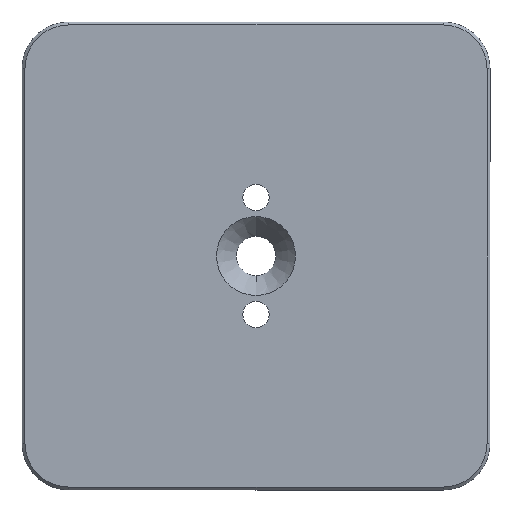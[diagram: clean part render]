
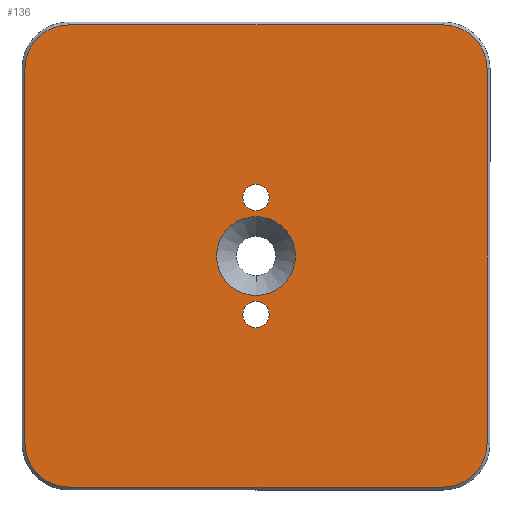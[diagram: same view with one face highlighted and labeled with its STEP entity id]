
A CAD part, front view. The second image highlights one B-rep face of the part: STEP entity #136.
In plain terms, the highlighted planar face has unit normal (0, -1, 0).
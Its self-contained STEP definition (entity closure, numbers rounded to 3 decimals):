
#2 = EDGE_CURVE ( 'NONE', #985, #955, #373, .T. ) ;
#5 = CARTESIAN_POINT ( 'NONE',  ( -32., -2., -32. ) ) ;
#17 = DIRECTION ( 'NONE',  ( 0., 1., 0. ) ) ;
#29 = CARTESIAN_POINT ( 'NONE',  ( -39.5, -2., 0. ) ) ;
#38 = FACE_BOUND ( 'NONE', #813, .T. ) ;
#39 = EDGE_CURVE ( 'NONE', #439, #970, #845, .T. ) ;
#77 = VERTEX_POINT ( 'NONE', #175 ) ;
#78 = VERTEX_POINT ( 'NONE', #324 ) ;
#81 = CARTESIAN_POINT ( 'NONE',  ( 39.5, -2., 32. ) ) ;
#83 = CIRCLE ( 'NONE', #393, 6.744 ) ;
#85 = VECTOR ( 'NONE', #247, 1000. ) ;
#88 = ORIENTED_EDGE ( 'NONE', *, *, #235, .T. ) ;
#89 = CARTESIAN_POINT ( 'NONE',  ( 0., -2., -10. ) ) ;
#99 = LINE ( 'NONE', #29, #512 ) ;
#103 = PLANE ( 'NONE',  #979 ) ;
#113 = CIRCLE ( 'NONE', #608, 2.25 ) ;
#136 = ADVANCED_FACE ( 'NONE', ( #153, #682, #38, #892 ), #103, .F. ) ;
#139 = VECTOR ( 'NONE', #310, 1000. ) ;
#141 = ORIENTED_EDGE ( 'NONE', *, *, #507, .T. ) ;
#146 = CARTESIAN_POINT ( 'NONE',  ( -39.5, -2., 32. ) ) ;
#147 = DIRECTION ( 'NONE',  ( 0., 0., 1. ) ) ;
#148 = AXIS2_PLACEMENT_3D ( 'NONE', #5, #755, #661 ) ;
#153 = FACE_OUTER_BOUND ( 'NONE', #203, .T. ) ;
#156 = CARTESIAN_POINT ( 'NONE',  ( 32., -2., -32. ) ) ;
#161 = CIRCLE ( 'NONE', #252, 7.5 ) ;
#169 = DIRECTION ( 'NONE',  ( 0., 0., 1. ) ) ;
#175 = CARTESIAN_POINT ( 'NONE',  ( 0., -2., -7.75 ) ) ;
#178 = CARTESIAN_POINT ( 'NONE',  ( 0., -2., 0. ) ) ;
#182 = CIRCLE ( 'NONE', #1036, 7.5 ) ;
#192 = EDGE_CURVE ( 'NONE', #77, #474, #243, .T. ) ;
#193 = EDGE_CURVE ( 'NONE', #397, #985, #99, .T. ) ;
#195 = ORIENTED_EDGE ( 'NONE', *, *, #837, .T. ) ;
#199 = DIRECTION ( 'NONE',  ( 0., 0., -1. ) ) ;
#203 = EDGE_LOOP ( 'NONE', ( #141, #428, #509, #901, #1074, #858, #883, #195 ) ) ;
#220 = ORIENTED_EDGE ( 'NONE', *, *, #1051, .T. ) ;
#230 = LINE ( 'NONE', #233, #139 ) ;
#233 = CARTESIAN_POINT ( 'NONE',  ( 32., -2., -39.5 ) ) ;
#235 = EDGE_CURVE ( 'NONE', #574, #646, #525, .T. ) ;
#240 = AXIS2_PLACEMENT_3D ( 'NONE', #680, #17, #933 ) ;
#242 = DIRECTION ( 'NONE',  ( 0., -1., 0. ) ) ;
#243 = CIRCLE ( 'NONE', #240, 2.25 ) ;
#247 = DIRECTION ( 'NONE',  ( 0., 0., 1. ) ) ;
#252 = AXIS2_PLACEMENT_3D ( 'NONE', #799, #627, #296 ) ;
#296 = DIRECTION ( 'NONE',  ( 0., 0., 1. ) ) ;
#301 = ORIENTED_EDGE ( 'NONE', *, *, #1105, .F. ) ;
#307 = CARTESIAN_POINT ( 'NONE',  ( 0., -2., 6.744 ) ) ;
#310 = DIRECTION ( 'NONE',  ( 1., 0., 0. ) ) ;
#313 = VERTEX_POINT ( 'NONE', #738 ) ;
#316 = EDGE_CURVE ( 'NONE', #78, #439, #721, .T. ) ;
#317 = CARTESIAN_POINT ( 'NONE',  ( -32., -2., -39.5 ) ) ;
#319 = CARTESIAN_POINT ( 'NONE',  ( 39.5, -2., -32. ) ) ;
#324 = CARTESIAN_POINT ( 'NONE',  ( 32., -2., -39.5 ) ) ;
#330 = EDGE_CURVE ( 'NONE', #955, #78, #230, .T. ) ;
#333 = DIRECTION ( 'NONE',  ( 0., -1., 0. ) ) ;
#339 = EDGE_CURVE ( 'NONE', #754, #313, #83, .T. ) ;
#356 = CARTESIAN_POINT ( 'NONE',  ( 0., -2., 0. ) ) ;
#373 = CIRCLE ( 'NONE', #148, 7.5 ) ;
#393 = AXIS2_PLACEMENT_3D ( 'NONE', #568, #242, #987 ) ;
#397 = VERTEX_POINT ( 'NONE', #146 ) ;
#428 = ORIENTED_EDGE ( 'NONE', *, *, #193, .T. ) ;
#439 = VERTEX_POINT ( 'NONE', #319 ) ;
#453 = ORIENTED_EDGE ( 'NONE', *, *, #339, .F. ) ;
#465 = VERTEX_POINT ( 'NONE', #927 ) ;
#466 = EDGE_CURVE ( 'NONE', #646, #574, #562, .T. ) ;
#470 = LINE ( 'NONE', #990, #588 ) ;
#474 = VERTEX_POINT ( 'NONE', #921 ) ;
#488 = CARTESIAN_POINT ( 'NONE',  ( -39.5, -2., -32. ) ) ;
#506 = CARTESIAN_POINT ( 'NONE',  ( -32., -2., 32. ) ) ;
#507 = EDGE_CURVE ( 'NONE', #465, #397, #182, .T. ) ;
#509 = ORIENTED_EDGE ( 'NONE', *, *, #2, .T. ) ;
#512 = VECTOR ( 'NONE', #764, 1000. ) ;
#517 = DIRECTION ( 'NONE',  ( 0., 1., 0. ) ) ;
#525 = CIRCLE ( 'NONE', #626, 2.25 ) ;
#544 = DIRECTION ( 'NONE',  ( -1., 0., 0. ) ) ;
#557 = DIRECTION ( 'NONE',  ( 0., -1., 0. ) ) ;
#562 = CIRCLE ( 'NONE', #727, 2.25 ) ;
#568 = CARTESIAN_POINT ( 'NONE',  ( 0., -2., 0. ) ) ;
#574 = VERTEX_POINT ( 'NONE', #862 ) ;
#578 = DIRECTION ( 'NONE',  ( 0., 0., 1. ) ) ;
#586 = CARTESIAN_POINT ( 'NONE',  ( 0., -2., 10. ) ) ;
#588 = VECTOR ( 'NONE', #544, 1000. ) ;
#590 = DIRECTION ( 'NONE',  ( 0., 1., 0. ) ) ;
#596 = ORIENTED_EDGE ( 'NONE', *, *, #466, .T. ) ;
#597 = EDGE_LOOP ( 'NONE', ( #596, #88 ) ) ;
#602 = DIRECTION ( 'NONE',  ( 0., 0., 1. ) ) ;
#604 = CARTESIAN_POINT ( 'NONE',  ( 0., -2., 10. ) ) ;
#608 = AXIS2_PLACEMENT_3D ( 'NONE', #89, #1102, #578 ) ;
#624 = CARTESIAN_POINT ( 'NONE',  ( 0., -2., 12.25 ) ) ;
#626 = AXIS2_PLACEMENT_3D ( 'NONE', #604, #853, #1032 ) ;
#627 = DIRECTION ( 'NONE',  ( 0., -1., 0. ) ) ;
#628 = AXIS2_PLACEMENT_3D ( 'NONE', #178, #699, #199 ) ;
#646 = VERTEX_POINT ( 'NONE', #624 ) ;
#661 = DIRECTION ( 'NONE',  ( 0., 0., 1. ) ) ;
#669 = DIRECTION ( 'NONE',  ( 0., 0., 1. ) ) ;
#680 = CARTESIAN_POINT ( 'NONE',  ( 0., -2., -10. ) ) ;
#682 = FACE_BOUND ( 'NONE', #832, .T. ) ;
#699 = DIRECTION ( 'NONE',  ( 0., -1., 0. ) ) ;
#708 = ORIENTED_EDGE ( 'NONE', *, *, #192, .T. ) ;
#721 = CIRCLE ( 'NONE', #1083, 7.5 ) ;
#727 = AXIS2_PLACEMENT_3D ( 'NONE', #586, #590, #669 ) ;
#734 = CIRCLE ( 'NONE', #628, 6.744 ) ;
#738 = CARTESIAN_POINT ( 'NONE',  ( 0., -2., -6.744 ) ) ;
#754 = VERTEX_POINT ( 'NONE', #307 ) ;
#755 = DIRECTION ( 'NONE',  ( 0., -1., 0. ) ) ;
#764 = DIRECTION ( 'NONE',  ( 0., 0., -1. ) ) ;
#769 = EDGE_CURVE ( 'NONE', #970, #1054, #161, .T. ) ;
#799 = CARTESIAN_POINT ( 'NONE',  ( 32., -2., 32. ) ) ;
#813 = EDGE_LOOP ( 'NONE', ( #708, #220 ) ) ;
#832 = EDGE_LOOP ( 'NONE', ( #301, #453 ) ) ;
#837 = EDGE_CURVE ( 'NONE', #1054, #465, #470, .T. ) ;
#845 = LINE ( 'NONE', #81, #85 ) ;
#853 = DIRECTION ( 'NONE',  ( 0., 1., 0. ) ) ;
#858 = ORIENTED_EDGE ( 'NONE', *, *, #39, .T. ) ;
#862 = CARTESIAN_POINT ( 'NONE',  ( 0., -2., 7.75 ) ) ;
#883 = ORIENTED_EDGE ( 'NONE', *, *, #769, .T. ) ;
#892 = FACE_BOUND ( 'NONE', #597, .T. ) ;
#901 = ORIENTED_EDGE ( 'NONE', *, *, #330, .T. ) ;
#921 = CARTESIAN_POINT ( 'NONE',  ( 0., -2., -12.25 ) ) ;
#927 = CARTESIAN_POINT ( 'NONE',  ( -32., -2., 39.5 ) ) ;
#933 = DIRECTION ( 'NONE',  ( 0., 0., 1. ) ) ;
#936 = CARTESIAN_POINT ( 'NONE',  ( 32., -2., 39.5 ) ) ;
#955 = VERTEX_POINT ( 'NONE', #317 ) ;
#970 = VERTEX_POINT ( 'NONE', #1090 ) ;
#979 = AXIS2_PLACEMENT_3D ( 'NONE', #356, #517, #602 ) ;
#985 = VERTEX_POINT ( 'NONE', #488 ) ;
#987 = DIRECTION ( 'NONE',  ( 0., 0., -1. ) ) ;
#990 = CARTESIAN_POINT ( 'NONE',  ( 0., -2., 39.5 ) ) ;
#1032 = DIRECTION ( 'NONE',  ( 0., 0., 1. ) ) ;
#1036 = AXIS2_PLACEMENT_3D ( 'NONE', #506, #333, #169 ) ;
#1051 = EDGE_CURVE ( 'NONE', #474, #77, #113, .T. ) ;
#1054 = VERTEX_POINT ( 'NONE', #936 ) ;
#1074 = ORIENTED_EDGE ( 'NONE', *, *, #316, .T. ) ;
#1083 = AXIS2_PLACEMENT_3D ( 'NONE', #156, #557, #147 ) ;
#1090 = CARTESIAN_POINT ( 'NONE',  ( 39.5, -2., 32. ) ) ;
#1102 = DIRECTION ( 'NONE',  ( 0., 1., 0. ) ) ;
#1105 = EDGE_CURVE ( 'NONE', #313, #754, #734, .T. ) ;
